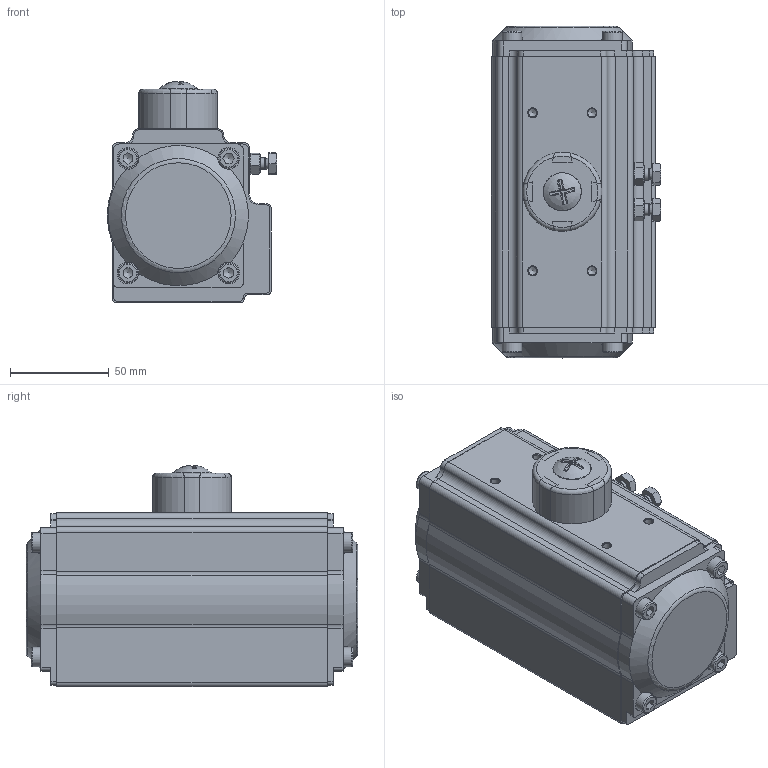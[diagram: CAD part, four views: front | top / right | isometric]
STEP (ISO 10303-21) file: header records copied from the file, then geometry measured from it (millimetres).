
FILE_DESCRIPTION(/* description */ (''),/* implementation_level */ '2;1');
FILE_NAME(/* name */ '5051063351 C-63SR12 F03+F05 11x11.stp',/* time_stamp */ '2016-12-30T14:07:41+08:00',/* author */ (''),/* organization */ (''),/* preprocessor_version */ 'ST-DEVELOPER v15',/* originating_system */ 'SIEMENS PLM Software NX 8.5',/* authorisation */ '');
FILE_SCHEMA (('AUTOMOTIVE_DESIGN { 1 0 10303 214 3 1 1 1 }'));
Length unit declared in the file: millimetre
Products named in the file (14): Indicator screw; Adjust screw; C-63-02-R; C-63-02-L; Indicator screw-83; Indicator-83; Nut adjust screw; End-cap screw; O-ring end cap; O-ring adjust screw; C-63-08; U-63-004 11x11; C-63-01 F03+F05; C-63 F03+F05 11x11
Assembly tree (24 placements, depth 2):
  C-63 F03+F05 11x11
    C-63-01 F03+F05
    U-63-004 11x11
    C-63-08
    O-ring adjust screw  x2
    O-ring end cap  x2
    End-cap screw  x8
    Nut adjust screw  x2
    Indicator-83
    Indicator screw-83
    C-63-02-L
    C-63-02-R
    Adjust screw  x2
    Indicator screw
Bounding box: 85.68 x 168 x 111.92 mm (x, y, z)
Volume: 596015.8 mm3; surface area: 173983.9 mm2
Topology: 42 solids, 42 shells, 1097 faces, 2848 edges, 1838 vertices
Faces by surface type: cylinder 378, plane 364, cone 181, extrusion 80, torus 68, bspline 18, sphere 8
Full cylindrical faces by diameter (mm): 4 x4, 4.2 x12, 4.915 x10, 4.917 x12, 5 x18, 6 x24, 6.001 x2, 6.144 x2, 7 x8, 9 x1, 10 x8, 10.3 x2, 11 x8, 14 x1, 14.4 x1, 15 x12, 16 x1, 16.6 x1, 18 x5, 20 x2, 24.1 x1, 24.4 x1, 27.5 x1, 28 x4, 63 x3, 67.6 x2
Entity records: 31099 total; most frequent: CARTESIAN_POINT 9830, DIRECTION 4320, ORIENTED_EDGE 4062, EDGE_CURVE 2031, AXIS2_PLACEMENT_3D 1729, VERTEX_POINT 1443, EDGE_LOOP 1185, ADVANCED_FACE 901
